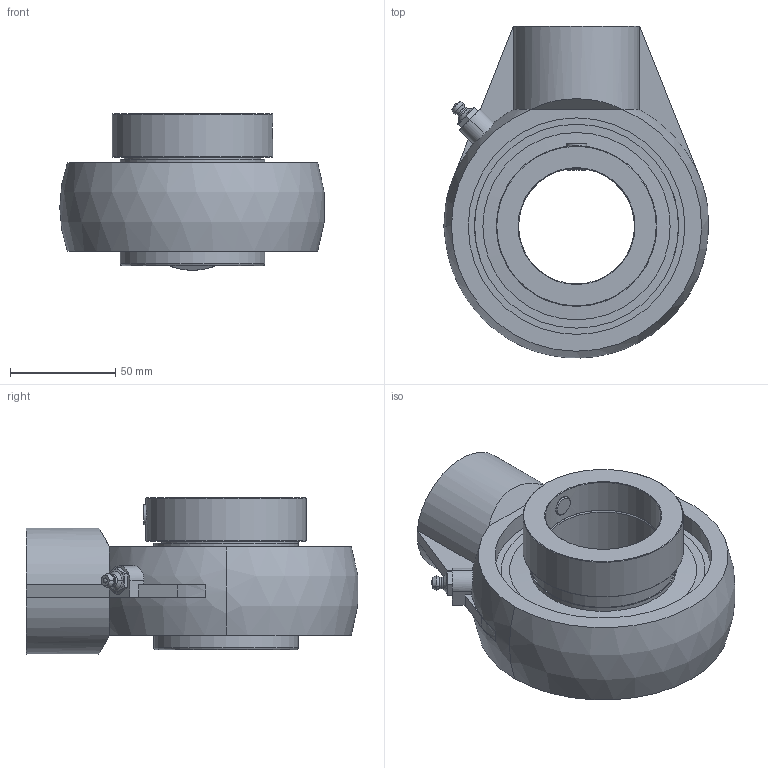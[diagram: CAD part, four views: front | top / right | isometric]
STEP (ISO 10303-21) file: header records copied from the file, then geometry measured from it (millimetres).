
FILE_DESCRIPTION(('HOOPS Exchange Step'),'2;1');
FILE_NAME('export-FBAE628B-3E3C-4EA4-AB85-0557B7995132.stp','2019-12-13T13:14:16-08:00',('ibuslach'),('Alibre'),'HOOPS Exchange 2019.2','Alibre','Unknown authorisation');
FILE_SCHEMA( ('AP242_MANAGED_MODEL_BASED_3D_ENGINEERING_MIM_LF {1 0 10303 442 1 1 4 }') );
Length unit declared in the file: centimetre
Products named in the file (8): ZERK 6mm; MRN SHA 211; SHC 211-35 SHIELD; SHC 211 SS; SHC 211 RACE; SHC 211 COLLAR; MRN SHC 211; MRN SHCHA 211
Assembly tree (7 placements, depth 3):
  MRN SHCHA 211
    ZERK 6mm
    MRN SHA 211
    MRN SHC 211
      SHC 211-35 SHIELD
      SHC 211 SS
      SHC 211 RACE
      SHC 211 COLLAR
Bounding box: 125.5 x 157.57 x 74.19 mm (x, y, z)
Volume: 414668.3 mm3; surface area: 124112.2 mm2
Topology: 24 solids, 24 shells, 164 faces, 429 edges, 285 vertices
Faces by surface type: plane 61, cylinder 35, cone 34, sphere 23, torus 11
Full cylindrical faces by diameter (mm): 2.263 x2, 6 x2, 9.525 x3, 31.75 x1, 55 x2, 64.973 x2, 68.58 x4, 69.596 x2, 76.2 x1, 87.884 x2, 88.9 x4, 102.825 x1, 104.825 x1
Entity records: 7221 total; most frequent: CARTESIAN_POINT 3023, DIRECTION 902, ORIENTED_EDGE 786, EDGE_CURVE 393, AXIS2_PLACEMENT_3D 387, VERTEX_POINT 285, CIRCLE 198, EDGE_LOOP 192
